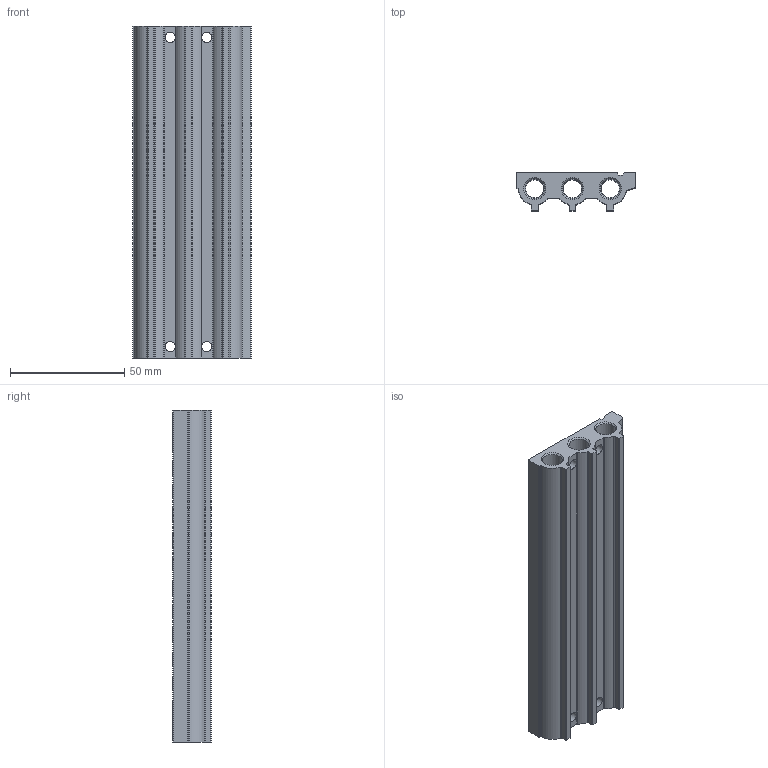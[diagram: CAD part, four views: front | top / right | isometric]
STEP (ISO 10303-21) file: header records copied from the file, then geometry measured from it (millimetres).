
FILE_DESCRIPTION(/* description */ ('STEP AP214'),/* implementation_level */ '2;1');
FILE_NAME(/* name */ '566567_VABM-L1-10S-G18-12',/* time_stamp */ '2024-09-13T05:14:27+02:00',/* author */ ('License CC BY-ND 4.0'),/* organization */ ('CADENAS'),/* preprocessor_version */ 'ST-DEVELOPER v19.3',/* originating_system */ 'PARTsolutions',/* authorisation */ ' ');
FILE_SCHEMA (('AUTOMOTIVE_DESIGN {1 0 10303 214 3 1 1}'));
Length unit declared in the file: millimetre
Products named in the file (2): 566567 VABM-L1-10S-G18-12; 566567 VABM-L1-10S-G18-12---(L1-P)
Assembly tree (1 placements, depth 2):
  566567 VABM-L1-10S-G18-12
    566567 VABM-L1-10S-G18-12---(L1-P)
Bounding box: 52.1 x 16.8 x 145.5 mm (x, y, z)
Volume: 64909.3 mm3; surface area: 36961.8 mm2
Topology: 1 solids, 1 shells, 278 faces, 837 edges, 533 vertices
Faces by surface type: cylinder 117, plane 83, cone 78
Full cylindrical faces by diameter (mm): 1.567 x24, 4.5 x4, 6 x36, 8 x3, 8.566 x6
Entity records: 8508 total; most frequent: CARTESIAN_POINT 1941, DIRECTION 1319, ORIENTED_EDGE 1142, EDGE_CURVE 571, FACE_BOUND 547, AXIS2_PLACEMENT_3D 532, EDGE_LOOP 499, VERTEX_POINT 478
